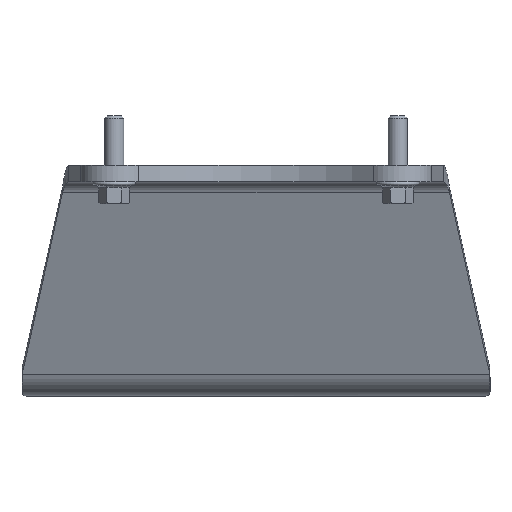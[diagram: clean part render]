
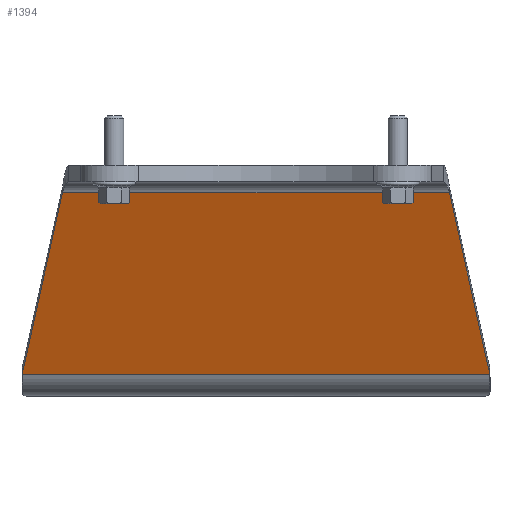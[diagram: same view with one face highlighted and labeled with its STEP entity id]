
A CAD part, left-side view. The second image highlights one B-rep face of the part: STEP entity #1394.
In plain terms, the highlighted planar face has unit normal (-0.94, 0, -0.342).
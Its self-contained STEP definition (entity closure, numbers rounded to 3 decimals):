
#124=PLANE('',#1517);
#174=FACE_OUTER_BOUND('',#263,.T.);
#263=EDGE_LOOP('',(#1077,#1078,#1079,#1080,#1081,#1082));
#353=LINE('',#2219,#461);
#358=LINE('',#2229,#466);
#359=LINE('',#2233,#467);
#360=LINE('',#2236,#468);
#461=VECTOR('',#1741,10.);
#466=VECTOR('',#1752,10.);
#467=VECTOR('',#1755,10.);
#468=VECTOR('',#1758,10.);
#567=CIRCLE('',#1518,10.);
#568=CIRCLE('',#1519,10.);
#653=VERTEX_POINT('',#2190);
#656=VERTEX_POINT('',#2211);
#658=VERTEX_POINT('',#2228);
#659=VERTEX_POINT('',#2230);
#660=VERTEX_POINT('',#2232);
#661=VERTEX_POINT('',#2234);
#809=EDGE_CURVE('',#656,#653,#353,.T.);
#814=EDGE_CURVE('',#658,#656,#358,.T.);
#815=EDGE_CURVE('',#659,#658,#567,.T.);
#816=EDGE_CURVE('',#660,#659,#359,.T.);
#817=EDGE_CURVE('',#661,#660,#568,.T.);
#818=EDGE_CURVE('',#661,#653,#360,.T.);
#1077=ORIENTED_EDGE('',*,*,#809,.F.);
#1078=ORIENTED_EDGE('',*,*,#814,.F.);
#1079=ORIENTED_EDGE('',*,*,#815,.F.);
#1080=ORIENTED_EDGE('',*,*,#816,.F.);
#1081=ORIENTED_EDGE('',*,*,#817,.F.);
#1082=ORIENTED_EDGE('',*,*,#818,.T.);
#1394=ADVANCED_FACE('',(#174),#124,.F.);
#1517=AXIS2_PLACEMENT_3D('',#2227,#1750,#1751);
#1518=AXIS2_PLACEMENT_3D('',#2231,#1753,#1754);
#1519=AXIS2_PLACEMENT_3D('',#2235,#1756,#1757);
#1741=DIRECTION('',(0.,-1.,0.));
#1750=DIRECTION('center_axis',(0.94,0.,0.342));
#1751=DIRECTION('ref_axis',(0.342,0.,-0.94));
#1752=DIRECTION('',(-0.335,-0.205,0.92));
#1753=DIRECTION('center_axis',(0.94,0.,0.342));
#1754=DIRECTION('ref_axis',(-0.002,1.,0.005));
#1755=DIRECTION('',(0.,1.,0.));
#1756=DIRECTION('center_axis',(0.94,0.,0.342));
#1757=DIRECTION('ref_axis',(-0.07,-0.979,0.192));
#1758=DIRECTION('',(-0.335,0.205,0.92));
#2190=CARTESIAN_POINT('',(95.296,-58.639,18.434));
#2211=CARTESIAN_POINT('',(95.296,58.639,18.434));
#2219=CARTESIAN_POINT('',(95.296,0.,18.434));
#2227=CARTESIAN_POINT('Origin',(104.501,0.,-6.855));
#2228=CARTESIAN_POINT('',(115.013,70.691,-35.737));
#2229=CARTESIAN_POINT('',(115.013,70.691,-35.737));
#2230=CARTESIAN_POINT('',(115.35,70.846,-36.663));
#2231=CARTESIAN_POINT('Origin',(115.713,60.903,-37.66));
#2232=CARTESIAN_POINT('',(115.35,-70.846,-36.663));
#2233=CARTESIAN_POINT('',(115.35,0.,-36.663));
#2234=CARTESIAN_POINT('',(115.013,-70.691,-35.737));
#2235=CARTESIAN_POINT('Origin',(115.713,-60.903,-37.66));
#2236=CARTESIAN_POINT('',(115.013,-70.691,-35.737));
